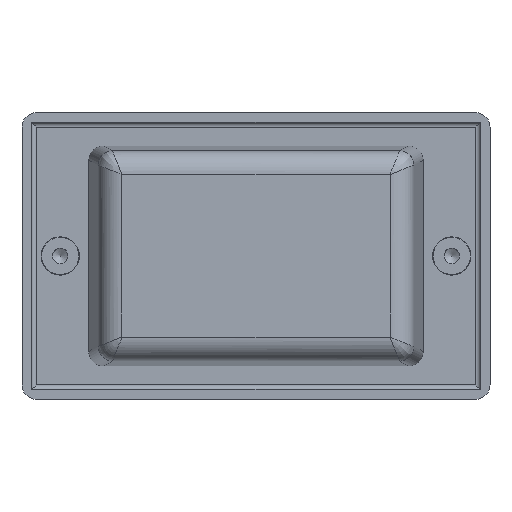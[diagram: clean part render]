
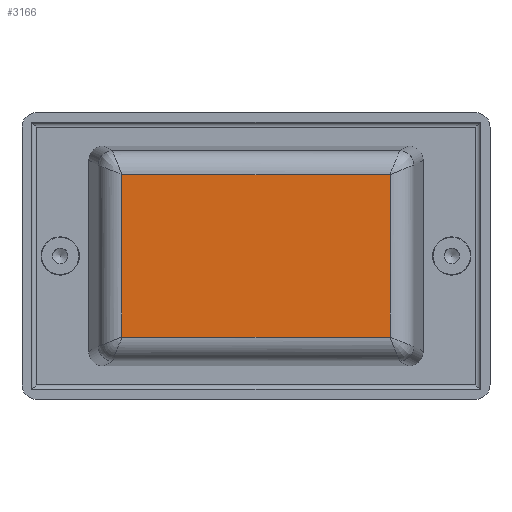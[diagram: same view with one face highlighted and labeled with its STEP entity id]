
A CAD part, top view. The second image highlights one B-rep face of the part: STEP entity #3166.
In plain terms, the highlighted planar face has unit normal (0, 0, 1).
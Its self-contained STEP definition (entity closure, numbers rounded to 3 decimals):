
#2296=CARTESIAN_POINT('',(77.06,12.991,23.0));
#2297=VERTEX_POINT('',#2296);
#2436=CARTESIAN_POINT('',(77.06,47.009,23.0));
#2437=VERTEX_POINT('',#2436);
#2579=CARTESIAN_POINT('',(77.06,47.009,23.0));
#2580=DIRECTION('',(0.0,-1.0,0.0));
#2581=VECTOR('',#2580,34.019);
#2582=LINE('',#2579,#2581);
#2583=EDGE_CURVE('',#2437,#2297,#2582,.T.);
#2724=CARTESIAN_POINT('',(20.94,12.991,23.));
#2725=VERTEX_POINT('',#2724);
#2766=CARTESIAN_POINT('',(20.94,12.991,23.));
#2767=DIRECTION('',(1.0,0.0,0.0));
#2768=VECTOR('',#2767,56.12);
#2769=LINE('',#2766,#2768);
#2770=EDGE_CURVE('',#2725,#2297,#2769,.T.);
#2923=CARTESIAN_POINT('',(20.94,47.009,23.));
#2924=VERTEX_POINT('',#2923);
#3104=CARTESIAN_POINT('',(77.06,47.009,23.));
#3105=DIRECTION('',(-1.0,0.0,0.0));
#3106=VECTOR('',#3105,56.12);
#3107=LINE('',#3104,#3106);
#3108=EDGE_CURVE('',#2437,#2924,#3107,.T.);
#3144=CARTESIAN_POINT('',(20.94,47.009,23.));
#3145=DIRECTION('',(0.0,-1.0,0.0));
#3146=VECTOR('',#3145,34.019);
#3147=LINE('',#3144,#3146);
#3148=EDGE_CURVE('',#2924,#2725,#3147,.T.);
#3155=CARTESIAN_POINT('',(20.94,60.0,23.));
#3156=DIRECTION('',(0.0,0.0,1.0));
#3157=DIRECTION('',(1.0,0.0,0.0));
#3158=AXIS2_PLACEMENT_3D('',#3155,#3156,#3157);
#3159=PLANE('',#3158);
#3160=ORIENTED_EDGE('',*,*,#3108,.T.);
#3161=ORIENTED_EDGE('',*,*,#3148,.T.);
#3162=ORIENTED_EDGE('',*,*,#2770,.T.);
#3163=ORIENTED_EDGE('',*,*,#2583,.F.);
#3164=EDGE_LOOP('',(#3160,#3161,#3162,#3163));
#3165=FACE_OUTER_BOUND('',#3164,.T.);
#3166=ADVANCED_FACE('',(#3165),#3159,.T.);
